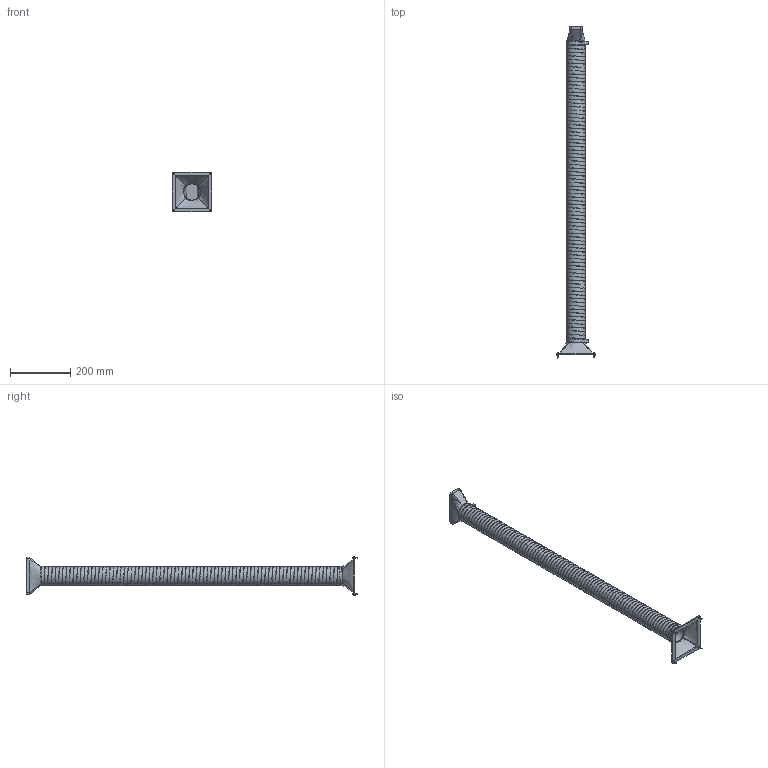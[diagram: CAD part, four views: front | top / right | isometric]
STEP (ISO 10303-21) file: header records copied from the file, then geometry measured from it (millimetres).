
FILE_DESCRIPTION(/* description */ (''),/* implementation_level */ '2;1');
FILE_NAME(/* name */ 'ASSEMBLY_Main.stp',/* time_stamp */ '2024-10-19T13:41:31+02:00',/* author */ ('User'),/* organization */ (''),/* preprocessor_version */ 'ST-DEVELOPER v20',/* originating_system */ 'Autodesk Inventor 2025',/* authorisation */ '');
FILE_SCHEMA (('AUTOMOTIVE_DESIGN { 1 0 10303 214 3 1 1 }'));
Products named in the file (9): ASSEMBLY_Main; ISO 7380-1 - M3 x 16; DIN 125-2 - A 3,2; DIN 934 - M3; 3DP_PLA_Air_Purifier_60mm_Pipe_Mount; COTS_GENERIC_60mm_PUR_Suction_Hose; COTS_GENERIC_60mm_Hose_Clamp; 3DP_PLA_Air_Funnel; 3DP_PLA_Air_Funnel_Grid
Assembly tree (22 placements, depth 2):
  ASSEMBLY_Main
    DIN 125-2 - A 3,2  x8
    ISO 7380-1 - M3 x 16  x4
    DIN 934 - M3  x4
    3DP_PLA_Air_Purifier_60mm_Pipe_Mount
    COTS_GENERIC_60mm_PUR_Suction_Hose
    COTS_GENERIC_60mm_Hose_Clamp  x2
    3DP_PLA_Air_Funnel
    3DP_PLA_Air_Funnel_Grid
Bounding box: 131 x 1101.5 x 131 mm (x, y, z)
Volume: 380724.1 mm3; surface area: 504630.3 mm2
Topology: 22 solids, 22 shells, 371 faces, 914 edges, 580 vertices
Faces by surface type: cylinder 130, plane 115, bspline 96, cone 26, torus 4
Full cylindrical faces by diameter (mm): 2.459 x4, 3 x4, 3.2 x8, 3.5 x4, 5.7 x4, 7 x8, 54 x2, 60 x3, 62 x86
Entity records: 42878 total; most frequent: CARTESIAN_POINT 37195, ORIENTED_EDGE 1292, DIRECTION 782, EDGE_CURVE 646, VERTEX_POINT 413, B_SPLINE_CURVE_WITH_KNOTS 332, AXIS2_PLACEMENT_3D 297, EDGE_LOOP 275
